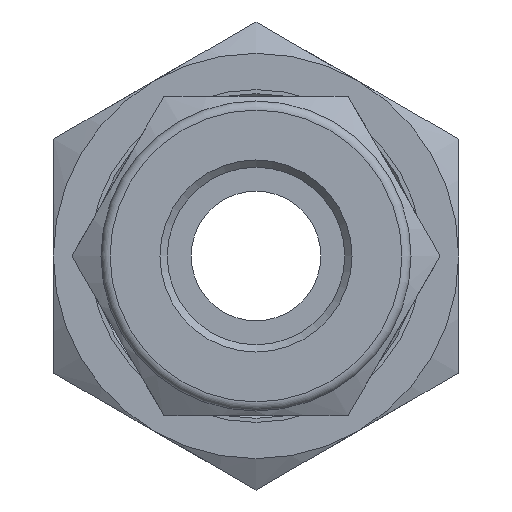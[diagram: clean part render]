
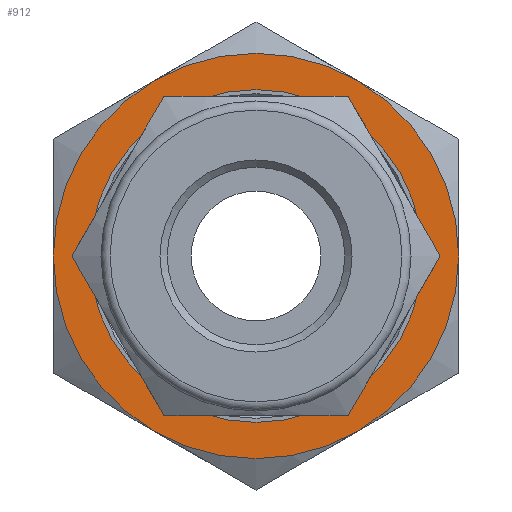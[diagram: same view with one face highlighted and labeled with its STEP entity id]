
A CAD part, left-side view. The second image highlights one B-rep face of the part: STEP entity #912.
In plain terms, the highlighted planar face has unit normal (-1, 0, 0).
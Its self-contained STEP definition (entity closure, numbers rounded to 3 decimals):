
#61=FACE_BOUND('',#239,.T.);
#84=CIRCLE('',#980,7.5);
#110=CIRCLE('',#1035,11.11);
#111=CIRCLE('',#1037,11.11);
#112=CIRCLE('',#1039,11.11);
#113=CIRCLE('',#1041,11.11);
#114=CIRCLE('',#1043,11.11);
#115=CIRCLE('',#1045,11.11);
#173=FACE_OUTER_BOUND('',#238,.T.);
#238=EDGE_LOOP('',(#804,#805,#806,#807,#808,#809));
#239=EDGE_LOOP('',(#810));
#396=VERTEX_POINT('',#1464);
#416=VERTEX_POINT('',#1535);
#420=VERTEX_POINT('',#1553);
#424=VERTEX_POINT('',#1571);
#430=VERTEX_POINT('',#1595);
#434=VERTEX_POINT('',#1613);
#436=VERTEX_POINT('',#1628);
#493=EDGE_CURVE('',#396,#396,#84,.T.);
#559=EDGE_CURVE('',#424,#436,#110,.T.);
#560=EDGE_CURVE('',#420,#424,#111,.T.);
#561=EDGE_CURVE('',#436,#434,#112,.T.);
#562=EDGE_CURVE('',#416,#420,#113,.T.);
#563=EDGE_CURVE('',#434,#430,#114,.T.);
#564=EDGE_CURVE('',#430,#416,#115,.T.);
#804=ORIENTED_EDGE('',*,*,#560,.F.);
#805=ORIENTED_EDGE('',*,*,#562,.F.);
#806=ORIENTED_EDGE('',*,*,#564,.F.);
#807=ORIENTED_EDGE('',*,*,#563,.F.);
#808=ORIENTED_EDGE('',*,*,#561,.F.);
#809=ORIENTED_EDGE('',*,*,#559,.F.);
#810=ORIENTED_EDGE('',*,*,#493,.T.);
#858=PLANE('',#1044);
#912=ADVANCED_FACE('',(#173,#61),#858,.T.);
#980=AXIS2_PLACEMENT_3D('',#1465,#1158,#1159);
#1035=AXIS2_PLACEMENT_3D('',#1648,#1284,#1285);
#1037=AXIS2_PLACEMENT_3D('',#1650,#1288,#1289);
#1039=AXIS2_PLACEMENT_3D('',#1652,#1292,#1293);
#1041=AXIS2_PLACEMENT_3D('',#1654,#1296,#1297);
#1043=AXIS2_PLACEMENT_3D('',#1656,#1300,#1301);
#1044=AXIS2_PLACEMENT_3D('',#1657,#1302,#1303);
#1045=AXIS2_PLACEMENT_3D('',#1658,#1304,#1305);
#1158=DIRECTION('center_axis',(1.,0.,0.));
#1159=DIRECTION('ref_axis',(0.,1.,0.));
#1284=DIRECTION('center_axis',(1.,0.,0.));
#1285=DIRECTION('ref_axis',(0.,1.,0.));
#1288=DIRECTION('center_axis',(1.,0.,0.));
#1289=DIRECTION('ref_axis',(0.,1.,0.));
#1292=DIRECTION('center_axis',(1.,0.,0.));
#1293=DIRECTION('ref_axis',(0.,1.,0.));
#1296=DIRECTION('center_axis',(1.,0.,0.));
#1297=DIRECTION('ref_axis',(0.,1.,0.));
#1300=DIRECTION('center_axis',(1.,0.,0.));
#1301=DIRECTION('ref_axis',(0.,1.,0.));
#1302=DIRECTION('center_axis',(-1.,0.,0.));
#1303=DIRECTION('ref_axis',(0.,0.,1.));
#1304=DIRECTION('center_axis',(1.,0.,0.));
#1305=DIRECTION('ref_axis',(0.,1.,0.));
#1464=CARTESIAN_POINT('',(19.414,-7.5,0.));
#1465=CARTESIAN_POINT('Origin',(19.414,0.,0.));
#1535=CARTESIAN_POINT('',(19.414,5.555,-9.622));
#1553=CARTESIAN_POINT('',(19.414,11.11,0.));
#1571=CARTESIAN_POINT('',(19.414,5.555,9.622));
#1595=CARTESIAN_POINT('',(19.414,-5.555,-9.622));
#1613=CARTESIAN_POINT('',(19.414,-11.11,0.));
#1628=CARTESIAN_POINT('',(19.414,-5.555,9.622));
#1648=CARTESIAN_POINT('Origin',(19.414,0.,0.));
#1650=CARTESIAN_POINT('Origin',(19.414,0.,0.));
#1652=CARTESIAN_POINT('Origin',(19.414,0.,0.));
#1654=CARTESIAN_POINT('Origin',(19.414,0.,0.));
#1656=CARTESIAN_POINT('Origin',(19.414,0.,0.));
#1657=CARTESIAN_POINT('Origin',(19.414,8.68,0.));
#1658=CARTESIAN_POINT('Origin',(19.414,0.,0.));
